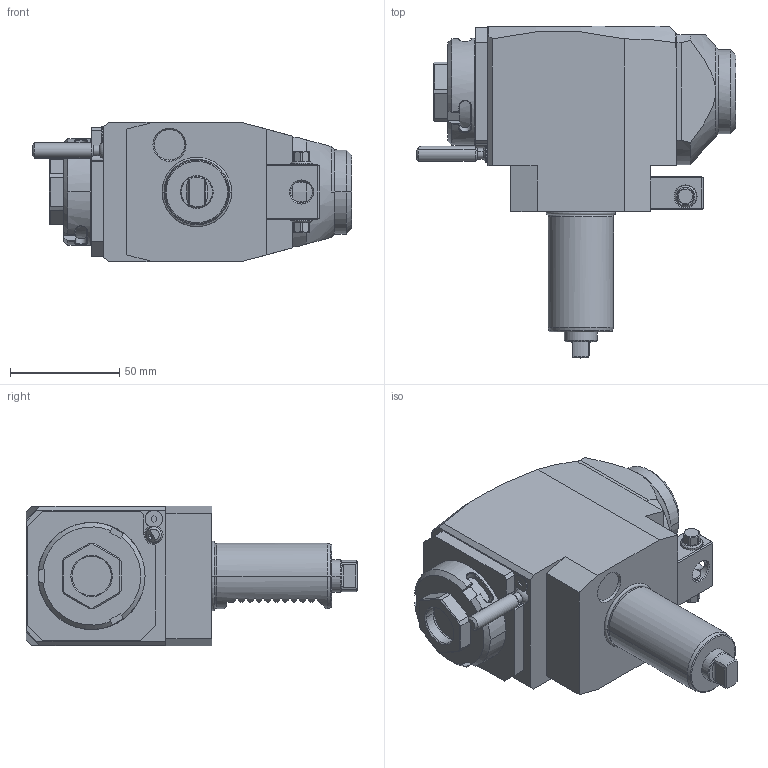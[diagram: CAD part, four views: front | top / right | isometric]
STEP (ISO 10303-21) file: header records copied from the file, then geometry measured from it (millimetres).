
FILE_DESCRIPTION((''),'2;1');
FILE_NAME('NGT1_30_225_25_3_2_55TD','2024-03-27T',('vali'),('NOVA GRUP'),'PRO/ENGINEER BY PARAMETRIC TECHNOLOGY CORPORATION, 2010280','PRO/ENGINEER BY PARAMETRIC TECHNOLOGY CORPORATION, 2010280','');
FILE_SCHEMA(('CONFIG_CONTROL_DESIGN'));
Length unit declared in the file: millimetre
Products named in the file (1): NGT1_30_225_25_3_2_55TD
Bounding box: 146.38 x 152 x 64 mm (x, y, z)
Volume: 568502.8 mm3; surface area: 51659.9 mm2
Topology: 1 solids, 1 shells, 358 faces, 945 edges, 606 vertices
Faces by surface type: plane 194, cylinder 90, cone 60, torus 6, bspline 6, sphere 2
Entity records: 13941 total; most frequent: CARTESIAN_POINT 5274, ORIENTED_EDGE 1890, DIRECTION 1670, EDGE_CURVE 945, VERTEX_POINT 606, AXIS2_PLACEMENT_3D 579, VECTOR 512, LINE 512
